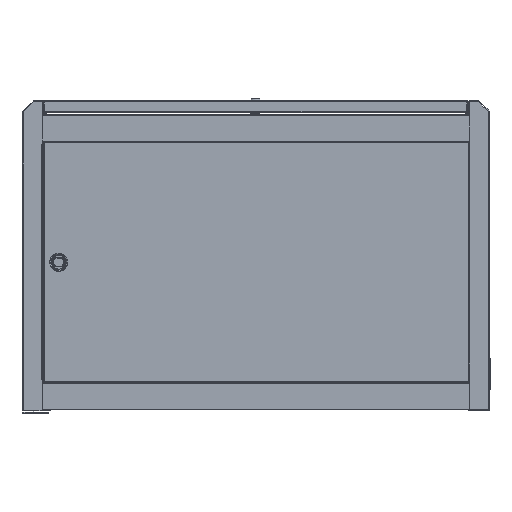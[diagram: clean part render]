
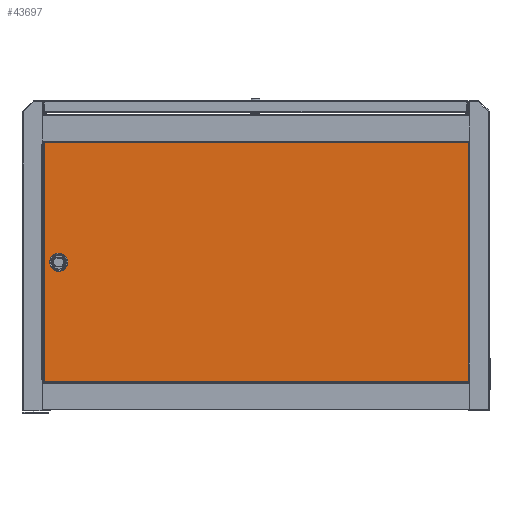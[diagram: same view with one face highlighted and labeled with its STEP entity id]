
A CAD part, left-side view. The second image highlights one B-rep face of the part: STEP entity #43697.
In plain terms, the highlighted planar face has unit normal (-1, 0, 0).
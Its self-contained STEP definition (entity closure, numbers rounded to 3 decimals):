
#450 = CARTESIAN_POINT ( 'NONE',  ( 0., -821.896, -231.1 ) ) ;
#1644 = EDGE_CURVE ( 'NONE', #43382, #61980, #19428, .T. ) ;
#3041 = CARTESIAN_POINT ( 'NONE',  ( 0., 400.507, 0. ) ) ;
#3255 = CARTESIAN_POINT ( 'NONE',  ( 0., 411.33, -230.71 ) ) ;
#3478 = CARTESIAN_POINT ( 'NONE',  ( 0., 410.3, -230.002 ) ) ;
#3481 = LINE ( 'NONE', #67341, #33792 ) ;
#4015 = DIRECTION ( 'NONE',  ( 0., 0., -1. ) ) ;
#4662 = VERTEX_POINT ( 'NONE', #31632 ) ;
#5650 = CARTESIAN_POINT ( 'NONE',  ( 0., 365.693, 0. ) ) ;
#6016 = CIRCLE ( 'NONE', #24021, 1.25 ) ;
#9163 = EDGE_CURVE ( 'NONE', #29905, #17914, #54694, .T. ) ;
#9283 = LINE ( 'NONE', #30793, #52210 ) ;
#9307 = EDGE_CURVE ( 'NONE', #60999, #30917, #35513, .T. ) ;
#10262 = CARTESIAN_POINT ( 'NONE',  ( 0., -411.33, -230.71 ) ) ;
#12876 = VERTEX_POINT ( 'NONE', #13845 ) ;
#13319 = CARTESIAN_POINT ( 'NONE',  ( 0., 400.507, 0. ) ) ;
#13608 = CARTESIAN_POINT ( 'NONE',  ( 0., 365.693, 0. ) ) ;
#13845 = CARTESIAN_POINT ( 'NONE',  ( 0., 410.3, 230.002 ) ) ;
#14664 = EDGE_LOOP ( 'NONE', ( #58163, #48148 ) ) ;
#15097 = DIRECTION ( 'NONE',  ( 0., -1., 0. ) ) ;
#16087 = DIRECTION ( 'NONE',  ( -1., 0., 0. ) ) ;
#17243 = CARTESIAN_POINT ( 'NONE',  ( 0., 410.142, 231.1 ) ) ;
#17429 = ORIENTED_EDGE ( 'NONE', *, *, #20322, .F. ) ;
#17914 = VERTEX_POINT ( 'NONE', #37061 ) ;
#18148 = CARTESIAN_POINT ( 'NONE',  ( 0., 410.142, -231.1 ) ) ;
#18748 = CARTESIAN_POINT ( 'NONE',  ( 0., -411.33, 230.71 ) ) ;
#19428 = CIRCLE ( 'NONE', #63530, 1.25 ) ;
#20322 = EDGE_CURVE ( 'NONE', #17914, #43382, #9283, .T. ) ;
#20507 = DIRECTION ( 'NONE',  ( 0., 0., -1. ) ) ;
#20532 = EDGE_CURVE ( 'NONE', #61980, #60999, #27255, .T. ) ;
#21887 = DIRECTION ( 'NONE',  ( -1., 0., 0. ) ) ;
#22882 = CARTESIAN_POINT ( 'NONE',  ( 0., 400.507, 0. ) ) ;
#23043 =( BOUNDED_CURVE ( )  B_SPLINE_CURVE ( 3, ( #13608, #34401, #41112, #3041 ),
 .UNSPECIFIED., .F., .F. ) 
 B_SPLINE_CURVE_WITH_KNOTS ( ( 4, 4 ),
 ( 0., 1. ),
 .UNSPECIFIED. ) 
 CURVE ( )  GEOMETRIC_REPRESENTATION_ITEM ( )  RATIONAL_B_SPLINE_CURVE ( ( 1., 0.333, 0.333, 1. ) ) 
 REPRESENTATION_ITEM ( '' )  );
#24021 = AXIS2_PLACEMENT_3D ( 'NONE', #30915, #16087, #63391 ) ;
#24209 = ORIENTED_EDGE ( 'NONE', *, *, #9163, .F. ) ;
#25485 = AXIS2_PLACEMENT_3D ( 'NONE', #59033, #48402, #20507 ) ;
#25583 = DIRECTION ( 'NONE',  ( 0., 0., 1. ) ) ;
#25793 = DIRECTION ( 'NONE',  ( 0., 0., 1. ) ) ;
#25821 = FACE_BOUND ( 'NONE', #14664, .T. ) ;
#25838 = ORIENTED_EDGE ( 'NONE', *, *, #20532, .F. ) ;
#26434 = ORIENTED_EDGE ( 'NONE', *, *, #30423, .F. ) ;
#26631 = CARTESIAN_POINT ( 'NONE',  ( 0., 410.3, -460.006 ) ) ;
#27255 = LINE ( 'NONE', #450, #37571 ) ;
#29905 = VERTEX_POINT ( 'NONE', #54347 ) ;
#30423 = EDGE_CURVE ( 'NONE', #30917, #12876, #53485, .T. ) ;
#30793 = CARTESIAN_POINT ( 'NONE',  ( 0., -410.3, 460.006 ) ) ;
#30827 = VERTEX_POINT ( 'NONE', #17243 ) ;
#30915 = CARTESIAN_POINT ( 'NONE',  ( 0., 411.33, 230.71 ) ) ;
#30917 = VERTEX_POINT ( 'NONE', #3478 ) ;
#31441 = PLANE ( 'NONE',  #25485 ) ;
#31498 = DIRECTION ( 'NONE',  ( 0., 1., 0. ) ) ;
#31632 = CARTESIAN_POINT ( 'NONE',  ( 0., 365.693, 0. ) ) ;
#31759 = DIRECTION ( 'NONE',  ( 0., 0., 1. ) ) ;
#32771 = CARTESIAN_POINT ( 'NONE',  ( 0., 365.693, -34.814 ) ) ;
#33119 = CARTESIAN_POINT ( 'NONE',  ( 0., 400.507, -34.814 ) ) ;
#33792 = VECTOR ( 'NONE', #15097, 1000. ) ;
#34401 = CARTESIAN_POINT ( 'NONE',  ( 0., 365.693, 34.814 ) ) ;
#35513 = CIRCLE ( 'NONE', #47918, 1.25 ) ;
#36238 = EDGE_CURVE ( 'NONE', #30827, #29905, #3481, .T. ) ;
#37061 = CARTESIAN_POINT ( 'NONE',  ( 0., -410.3, 230.002 ) ) ;
#37571 = VECTOR ( 'NONE', #31498, 1000. ) ;
#40266 = DIRECTION ( 'NONE',  ( -1., 0., 0. ) ) ;
#40615 = EDGE_CURVE ( 'NONE', #12876, #30827, #6016, .T. ) ;
#40934 = EDGE_LOOP ( 'NONE', ( #25838, #56993, #17429, #24209, #68241, #45648, #26434, #60078 ) ) ;
#41112 = CARTESIAN_POINT ( 'NONE',  ( 0., 400.507, 34.814 ) ) ;
#43382 = VERTEX_POINT ( 'NONE', #63672 ) ;
#43697 = ADVANCED_FACE ( 'NONE', ( #25821, #53369 ), #31441, .F. ) ;
#43736 = CARTESIAN_POINT ( 'NONE',  ( 0., -410.142, -231.1 ) ) ;
#45648 = ORIENTED_EDGE ( 'NONE', *, *, #40615, .F. ) ;
#47366 =( BOUNDED_CURVE ( )  B_SPLINE_CURVE ( 3, ( #22882, #33119, #32771, #5650 ),
 .UNSPECIFIED., .F., .F. ) 
 B_SPLINE_CURVE_WITH_KNOTS ( ( 4, 4 ),
 ( 0., 1. ),
 .UNSPECIFIED. ) 
 CURVE ( )  GEOMETRIC_REPRESENTATION_ITEM ( )  RATIONAL_B_SPLINE_CURVE ( ( 1., 0.333, 0.333, 1. ) ) 
 REPRESENTATION_ITEM ( '' )  );
#47806 = EDGE_CURVE ( 'NONE', #60838, #4662, #47366, .T. ) ;
#47918 = AXIS2_PLACEMENT_3D ( 'NONE', #3255, #51935, #25793 ) ;
#48148 = ORIENTED_EDGE ( 'NONE', *, *, #47806, .F. ) ;
#48402 = DIRECTION ( 'NONE',  ( 1., 0., 0. ) ) ;
#48486 = VECTOR ( 'NONE', #25583, 1000. ) ;
#51935 = DIRECTION ( 'NONE',  ( -1., 0., 0. ) ) ;
#52210 = VECTOR ( 'NONE', #4015, 1000. ) ;
#53369 = FACE_OUTER_BOUND ( 'NONE', #40934, .T. ) ;
#53485 = LINE ( 'NONE', #26631, #48486 ) ;
#54347 = CARTESIAN_POINT ( 'NONE',  ( 0., -410.142, 231.1 ) ) ;
#54694 = CIRCLE ( 'NONE', #55794, 1.25 ) ;
#55794 = AXIS2_PLACEMENT_3D ( 'NONE', #18748, #40266, #60800 ) ;
#56131 = EDGE_CURVE ( 'NONE', #4662, #60838, #23043, .T. ) ;
#56993 = ORIENTED_EDGE ( 'NONE', *, *, #1644, .F. ) ;
#58163 = ORIENTED_EDGE ( 'NONE', *, *, #56131, .F. ) ;
#59033 = CARTESIAN_POINT ( 'NONE',  ( 0., -411.7, -232.5 ) ) ;
#60078 = ORIENTED_EDGE ( 'NONE', *, *, #9307, .F. ) ;
#60800 = DIRECTION ( 'NONE',  ( 0., 0., 1. ) ) ;
#60838 = VERTEX_POINT ( 'NONE', #13319 ) ;
#60999 = VERTEX_POINT ( 'NONE', #18148 ) ;
#61980 = VERTEX_POINT ( 'NONE', #43736 ) ;
#63391 = DIRECTION ( 'NONE',  ( 0., 0., 1. ) ) ;
#63530 = AXIS2_PLACEMENT_3D ( 'NONE', #10262, #21887, #31759 ) ;
#63672 = CARTESIAN_POINT ( 'NONE',  ( 0., -410.3, -230.002 ) ) ;
#67341 = CARTESIAN_POINT ( 'NONE',  ( 0., 821.896, 231.1 ) ) ;
#68241 = ORIENTED_EDGE ( 'NONE', *, *, #36238, .F. ) ;
